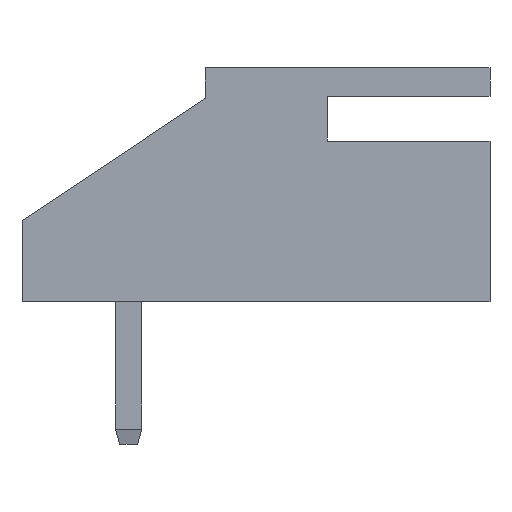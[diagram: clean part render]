
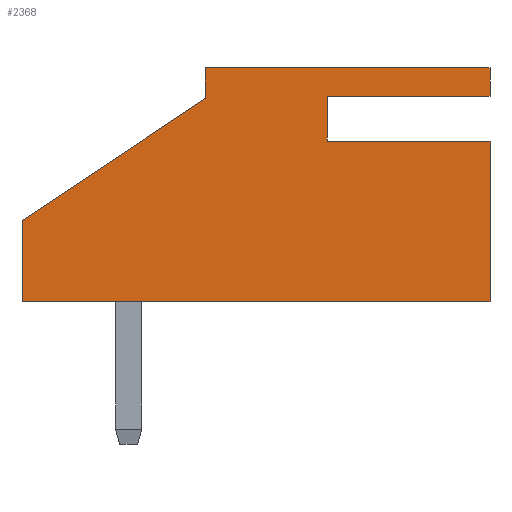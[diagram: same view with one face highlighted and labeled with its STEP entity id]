
A CAD part, left-side view. The second image highlights one B-rep face of the part: STEP entity #2368.
In plain terms, the highlighted planar face has unit normal (-1, 0, 0).
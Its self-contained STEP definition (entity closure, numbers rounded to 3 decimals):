
#87 = EDGE_CURVE ( 'NONE', #3063, #2548, #4239, .T. ) ;
#193 = VERTEX_POINT ( 'NONE', #2694 ) ;
#368 = FACE_OUTER_BOUND ( 'NONE', #2432, .T. ) ;
#434 = DIRECTION ( 'NONE',  ( 0., 1., 0. ) ) ;
#436 = EDGE_CURVE ( 'NONE', #2412, #1012, #496, .T. ) ;
#461 = ORIENTED_EDGE ( 'NONE', *, *, #436, .T. ) ;
#496 = LINE ( 'NONE', #1494, #603 ) ;
#562 = EDGE_CURVE ( 'NONE', #1935, #3394, #2710, .T. ) ;
#603 = VECTOR ( 'NONE', #1832, 1000. ) ;
#644 = CARTESIAN_POINT ( 'NONE',  ( -2.5, -1.88, 0. ) ) ;
#776 = CARTESIAN_POINT ( 'NONE',  ( -2.5, -4.88, 3.95 ) ) ;
#795 = DIRECTION ( 'NONE',  ( 0., 0., -1. ) ) ;
#800 = CARTESIAN_POINT ( 'NONE',  ( -2.5, 0., 0. ) ) ;
#802 = VERTEX_POINT ( 'NONE', #3956 ) ;
#883 = ORIENTED_EDGE ( 'NONE', *, *, #3940, .F. ) ;
#974 = CARTESIAN_POINT ( 'NONE',  ( -2.5, 2.62, 2. ) ) ;
#977 = CARTESIAN_POINT ( 'NONE',  ( -2.5, 2.62, 0. ) ) ;
#992 = LINE ( 'NONE', #2308, #3816 ) ;
#1001 = LINE ( 'NONE', #644, #2922 ) ;
#1012 = VERTEX_POINT ( 'NONE', #3519 ) ;
#1022 = ORIENTED_EDGE ( 'NONE', *, *, #3451, .T. ) ;
#1086 = CARTESIAN_POINT ( 'NONE',  ( -2.5, -4.88, 0. ) ) ;
#1124 = ORIENTED_EDGE ( 'NONE', *, *, #2705, .T. ) ;
#1185 = LINE ( 'NONE', #2493, #1534 ) ;
#1224 = CARTESIAN_POINT ( 'NONE',  ( -2.5, -8.88, 5.75 ) ) ;
#1357 = DIRECTION ( 'NONE',  ( 0., 0., -1. ) ) ;
#1383 = PLANE ( 'NONE',  #1544 ) ;
#1432 = EDGE_CURVE ( 'NONE', #1012, #1935, #1185, .T. ) ;
#1492 = CARTESIAN_POINT ( 'NONE',  ( -2.5, -8.88, 0. ) ) ;
#1494 = CARTESIAN_POINT ( 'NONE',  ( -2.5, 0., 5.05 ) ) ;
#1496 = DIRECTION ( 'NONE',  ( 0., 0.832, -0.555 ) ) ;
#1534 = VECTOR ( 'NONE', #2168, 1000. ) ;
#1544 = AXIS2_PLACEMENT_3D ( 'NONE', #800, #3799, #3400 ) ;
#1679 = ORIENTED_EDGE ( 'NONE', *, *, #562, .T. ) ;
#1769 = VECTOR ( 'NONE', #434, 1000. ) ;
#1813 = CARTESIAN_POINT ( 'NONE',  ( -2.5, -1.88, 5. ) ) ;
#1832 = DIRECTION ( 'NONE',  ( 0., -1., 0. ) ) ;
#1907 = CARTESIAN_POINT ( 'NONE',  ( -2.5, -4.88, 5.05 ) ) ;
#1935 = VERTEX_POINT ( 'NONE', #1224 ) ;
#1964 = ORIENTED_EDGE ( 'NONE', *, *, #2731, .T. ) ;
#1979 = VERTEX_POINT ( 'NONE', #2162 ) ;
#2058 = LINE ( 'NONE', #2871, #4243 ) ;
#2114 = DIRECTION ( 'NONE',  ( 0., 1., 0. ) ) ;
#2162 = CARTESIAN_POINT ( 'NONE',  ( -2.5, -8.88, 0. ) ) ;
#2168 = DIRECTION ( 'NONE',  ( 0., 0., 1. ) ) ;
#2308 = CARTESIAN_POINT ( 'NONE',  ( -2.5, 0., 3.95 ) ) ;
#2368 = ADVANCED_FACE ( 'NONE', ( #368 ), #1383, .T. ) ;
#2379 = VERTEX_POINT ( 'NONE', #776 ) ;
#2402 = DIRECTION ( 'NONE',  ( 0., 0., 1. ) ) ;
#2412 = VERTEX_POINT ( 'NONE', #1907 ) ;
#2432 = EDGE_LOOP ( 'NONE', ( #2855, #1022, #1124, #461, #2762, #1679, #2885, #1964, #3589, #883 ) ) ;
#2479 = LINE ( 'NONE', #1086, #3484 ) ;
#2493 = CARTESIAN_POINT ( 'NONE',  ( -2.5, -8.88, 0. ) ) ;
#2516 = LINE ( 'NONE', #1813, #4223 ) ;
#2536 = DIRECTION ( 'NONE',  ( 0., 0., 1. ) ) ;
#2548 = VERTEX_POINT ( 'NONE', #977 ) ;
#2575 = EDGE_CURVE ( 'NONE', #3394, #802, #1001, .T. ) ;
#2685 = VECTOR ( 'NONE', #2114, 1000. ) ;
#2694 = CARTESIAN_POINT ( 'NONE',  ( -2.5, -8.88, 3.95 ) ) ;
#2705 = EDGE_CURVE ( 'NONE', #2379, #2412, #2479, .T. ) ;
#2710 = LINE ( 'NONE', #2804, #2685 ) ;
#2731 = EDGE_CURVE ( 'NONE', #802, #3063, #2516, .T. ) ;
#2762 = ORIENTED_EDGE ( 'NONE', *, *, #1432, .T. ) ;
#2804 = CARTESIAN_POINT ( 'NONE',  ( -2.5, 0., 5.75 ) ) ;
#2827 = LINE ( 'NONE', #1492, #1769 ) ;
#2855 = ORIENTED_EDGE ( 'NONE', *, *, #4256, .T. ) ;
#2871 = CARTESIAN_POINT ( 'NONE',  ( -2.5, -8.88, 0. ) ) ;
#2885 = ORIENTED_EDGE ( 'NONE', *, *, #2575, .T. ) ;
#2893 = CARTESIAN_POINT ( 'NONE',  ( -2.5, 2.62, 0. ) ) ;
#2922 = VECTOR ( 'NONE', #1357, 1000. ) ;
#3063 = VERTEX_POINT ( 'NONE', #974 ) ;
#3394 = VERTEX_POINT ( 'NONE', #3540 ) ;
#3400 = DIRECTION ( 'NONE',  ( 0., 0., 1. ) ) ;
#3451 = EDGE_CURVE ( 'NONE', #193, #2379, #992, .T. ) ;
#3484 = VECTOR ( 'NONE', #2402, 1000. ) ;
#3519 = CARTESIAN_POINT ( 'NONE',  ( -2.5, -8.88, 5.05 ) ) ;
#3540 = CARTESIAN_POINT ( 'NONE',  ( -2.5, -1.88, 5.75 ) ) ;
#3589 = ORIENTED_EDGE ( 'NONE', *, *, #87, .T. ) ;
#3626 = DIRECTION ( 'NONE',  ( 0., 1., 0. ) ) ;
#3799 = DIRECTION ( 'NONE',  ( -1., 0., 0. ) ) ;
#3816 = VECTOR ( 'NONE', #3626, 1000. ) ;
#3940 = EDGE_CURVE ( 'NONE', #1979, #2548, #2827, .T. ) ;
#3956 = CARTESIAN_POINT ( 'NONE',  ( -2.5, -1.88, 5. ) ) ;
#4057 = VECTOR ( 'NONE', #795, 1000. ) ;
#4223 = VECTOR ( 'NONE', #1496, 1000. ) ;
#4239 = LINE ( 'NONE', #2893, #4057 ) ;
#4243 = VECTOR ( 'NONE', #2536, 1000. ) ;
#4256 = EDGE_CURVE ( 'NONE', #1979, #193, #2058, .T. ) ;
